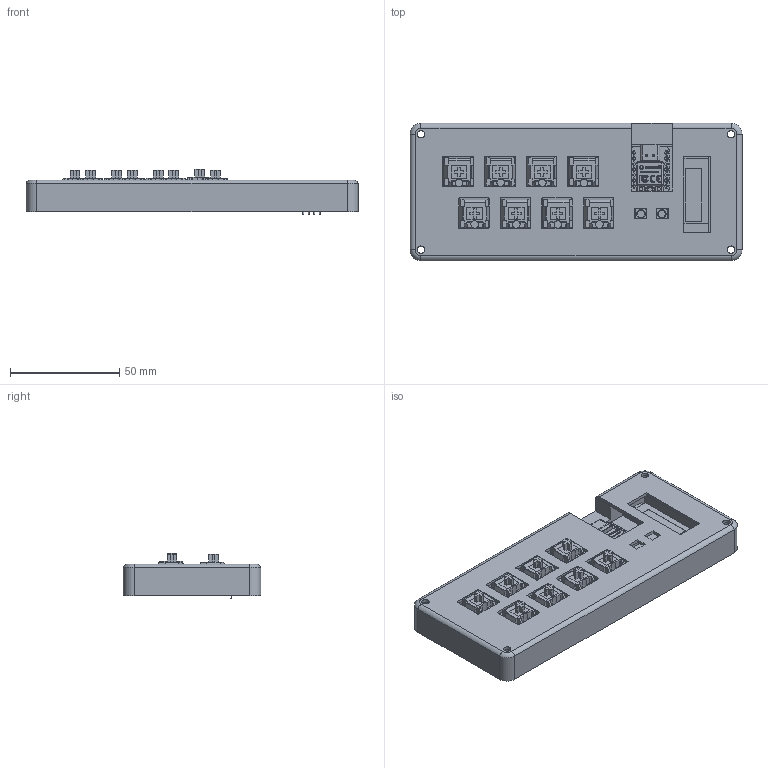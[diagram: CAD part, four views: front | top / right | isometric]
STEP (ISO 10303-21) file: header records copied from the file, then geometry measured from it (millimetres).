
FILE_DESCRIPTION(/* description */ (''),/* implementation_level */ '2;1');
FILE_NAME(/* name */ 'Macropad assembled.step',/* time_stamp */ '2025-12-07T15:02:14-08:00',/* author */ (''),/* organization */ (''),/* preprocessor_version */ 'ST-DEVELOPER v20.1',/* originating_system */ 'Autodesk Translation Framework v14.21.0.0',/* authorisation */ '');
FILE_SCHEMA (('AUTOMOTIVE_DESIGN { 1 0 10303 214 3 1 1 }'));
Products named in the file (24): Macropad assembled; MacroPad Case; Arsha's MacroPad; Macropad_PCB 1; 128x32-OLED; Macropad_PCB_PCB; LED_SK6812_PLCC4_5.0x5.0mm_P3.2mm; Seeed_Studio_XIAO_RP2040_v26; main; type-c v2; smd_button v3; SK6805-2.4x2.7 v1; Shell; DOUT; DIN; VSS; VDD; smd_button v3(Mirror); COMPOUND; COMPOUND_1; switch; Component1; Component2; Macropad Case Top
Assembly tree (31 placements, depth 6):
  Macropad assembled
    MacroPad Case
    Macropad_PCB 1
      switch  x8
        Component1
        Component2
      LED_SK6812_PLCC4_5.0x5.0mm_P3.2mm  x2
      Seeed_Studio_XIAO_RP2040_v26  x2
        main
          type-c v2
          smd_button v3
          SK6805-2.4x2.7 v1
            Shell
            DOUT
            DIN
            VSS
            VDD
          smd_button v3(Mirror)
          COMPOUND
        COMPOUND_1
      128x32-OLED
      Macropad_PCB_PCB
    Macropad Case Top
  Arsha's MacroPad
Bounding box: 151.97 x 62.86 x 20.93 mm (x, y, z)
Volume: 99069.6 mm3; surface area: 74905.4 mm2
Topology: 236 solids, 236 shells, 4221 faces, 10831 edges, 7106 vertices
Faces by surface type: plane 2799, cylinder 685, bspline 635, cone 38, sphere 36, torus 28
Full cylindrical faces by diameter (mm): 0.4 x2, 0.5 x4, 0.64 x4, 0.8 x28, 0.889 x14, 1 x4, 1.5 x20, 1.6 x16, 1.7 x16, 2 x2, 3.333 x2, 3.4 x8, 3.85 x8, 4 x8, 6 x4
Entity records: 66627 total; most frequent: CARTESIAN_POINT 18097, ORIENTED_EDGE 10490, DIRECTION 8367, EDGE_CURVE 5245, LINE 3617, VECTOR 3617, VERTEX_POINT 3454, AXIS2_PLACEMENT_3D 2375
